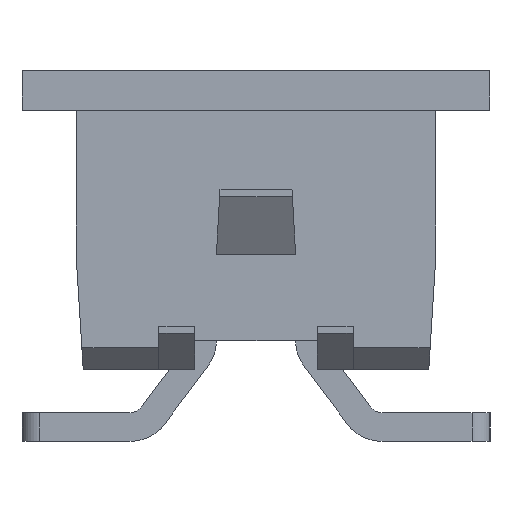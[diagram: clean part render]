
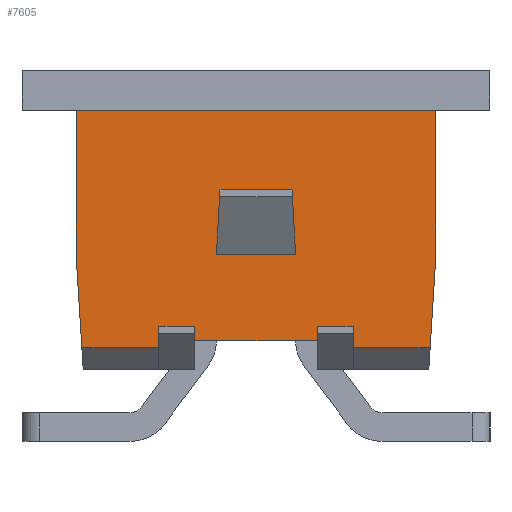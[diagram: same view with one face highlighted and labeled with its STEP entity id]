
A CAD part, left-side view. The second image highlights one B-rep face of the part: STEP entity #7605.
In plain terms, the highlighted planar face has unit normal (-1, 0, 0).
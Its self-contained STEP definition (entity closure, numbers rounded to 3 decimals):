
#583=ORIENTED_EDGE('',*,*,#2707,.T.);
#584=ORIENTED_EDGE('',*,*,#2687,.T.);
#585=ORIENTED_EDGE('',*,*,#2708,.F.);
#586=ORIENTED_EDGE('',*,*,#2695,.F.);
#587=ORIENTED_EDGE('',*,*,#2709,.T.);
#588=ORIENTED_EDGE('',*,*,#2710,.T.);
#589=ORIENTED_EDGE('',*,*,#2711,.F.);
#590=ORIENTED_EDGE('',*,*,#2712,.T.);
#591=ORIENTED_EDGE('',*,*,#2713,.F.);
#592=ORIENTED_EDGE('',*,*,#2714,.F.);
#593=ORIENTED_EDGE('',*,*,#2715,.T.);
#594=ORIENTED_EDGE('',*,*,#2716,.T.);
#595=ORIENTED_EDGE('',*,*,#2717,.F.);
#596=ORIENTED_EDGE('',*,*,#2718,.F.);
#597=ORIENTED_EDGE('',*,*,#2719,.F.);
#598=ORIENTED_EDGE('',*,*,#2720,.T.);
#599=ORIENTED_EDGE('',*,*,#2721,.T.);
#600=ORIENTED_EDGE('',*,*,#2722,.T.);
#2687=EDGE_CURVE('',#3727,#3728,#4499,.T.);
#2695=EDGE_CURVE('',#3733,#3734,#4507,.T.);
#2707=EDGE_CURVE('',#3733,#3727,#4519,.T.);
#2708=EDGE_CURVE('',#3734,#3728,#4520,.T.);
#2709=EDGE_CURVE('',#3743,#3744,#4521,.T.);
#2710=EDGE_CURVE('',#3744,#3745,#4522,.T.);
#2711=EDGE_CURVE('',#3746,#3745,#4523,.T.);
#2712=EDGE_CURVE('',#3746,#3747,#4524,.T.);
#2713=EDGE_CURVE('',#3748,#3747,#4525,.T.);
#2714=EDGE_CURVE('',#3749,#3748,#4526,.T.);
#2715=EDGE_CURVE('',#3749,#3750,#4527,.T.);
#2716=EDGE_CURVE('',#3750,#3751,#4528,.T.);
#2717=EDGE_CURVE('',#3752,#3751,#4529,.T.);
#2718=EDGE_CURVE('',#3753,#3752,#4530,.T.);
#2719=EDGE_CURVE('',#3754,#3753,#4531,.T.);
#2720=EDGE_CURVE('',#3754,#3755,#4532,.T.);
#2721=EDGE_CURVE('',#3755,#3756,#4533,.T.);
#2722=EDGE_CURVE('',#3756,#3743,#4534,.T.);
#3727=VERTEX_POINT('',#10983);
#3728=VERTEX_POINT('',#10984);
#3733=VERTEX_POINT('',#10998);
#3734=VERTEX_POINT('',#11000);
#3743=VERTEX_POINT('',#11027);
#3744=VERTEX_POINT('',#11028);
#3745=VERTEX_POINT('',#11030);
#3746=VERTEX_POINT('',#11032);
#3747=VERTEX_POINT('',#11034);
#3748=VERTEX_POINT('',#11036);
#3749=VERTEX_POINT('',#11038);
#3750=VERTEX_POINT('',#11040);
#3751=VERTEX_POINT('',#11042);
#3752=VERTEX_POINT('',#11044);
#3753=VERTEX_POINT('',#11046);
#3754=VERTEX_POINT('',#11048);
#3755=VERTEX_POINT('',#11050);
#3756=VERTEX_POINT('',#11052);
#4499=LINE('',#10982,#5561);
#4507=LINE('',#10999,#5569);
#4519=LINE('',#11024,#5581);
#4520=LINE('',#11025,#5582);
#4521=LINE('',#11026,#5583);
#4522=LINE('',#11029,#5584);
#4523=LINE('',#11031,#5585);
#4524=LINE('',#11033,#5586);
#4525=LINE('',#11035,#5587);
#4526=LINE('',#11037,#5588);
#4527=LINE('',#11039,#5589);
#4528=LINE('',#11041,#5590);
#4529=LINE('',#11043,#5591);
#4530=LINE('',#11045,#5592);
#4531=LINE('',#11047,#5593);
#4532=LINE('',#11049,#5594);
#4533=LINE('',#11051,#5595);
#4534=LINE('',#11053,#5596);
#5561=VECTOR('',#8874,1000.);
#5569=VECTOR('',#8886,1000.);
#5581=VECTOR('',#8906,1000.);
#5582=VECTOR('',#8907,1000.);
#5583=VECTOR('',#8908,1000.);
#5584=VECTOR('',#8909,1000.);
#5585=VECTOR('',#8910,1000.);
#5586=VECTOR('',#8911,1000.);
#5587=VECTOR('',#8912,1000.);
#5588=VECTOR('',#8913,1000.);
#5589=VECTOR('',#8914,1000.);
#5590=VECTOR('',#8915,1000.);
#5591=VECTOR('',#8916,1000.);
#5592=VECTOR('',#8917,1000.);
#5593=VECTOR('',#8918,1000.);
#5594=VECTOR('',#8919,1000.);
#5595=VECTOR('',#8920,1000.);
#5596=VECTOR('',#8921,1000.);
#6389=EDGE_LOOP('',(#583,#584,#585,#586));
#6390=EDGE_LOOP('',(#587,#588,#589,#590,#591,#592,#593,#594,#595,#596,#597,
#598,#599,#600));
#6817=FACE_BOUND('',#6389,.T.);
#6818=FACE_BOUND('',#6390,.T.);
#7245=PLANE('',#8017);
#7605=ADVANCED_FACE('',(#6817,#6818),#7245,.F.);
#8017=AXIS2_PLACEMENT_3D('',#11023,#8904,#8905);
#8874=DIRECTION('',(0.,1.,0.));
#8886=DIRECTION('',(0.,1.,0.));
#8904=DIRECTION('',(1.,0.,0.));
#8905=DIRECTION('',(0.,0.,-1.));
#8906=DIRECTION('',(0.,-0.055,-0.998));
#8907=DIRECTION('',(0.,0.055,-0.998));
#8908=DIRECTION('',(0.,0.,1.));
#8909=DIRECTION('',(0.,-1.,0.));
#8910=DIRECTION('',(0.,0.,1.));
#8911=DIRECTION('',(0.,-1.,0.));
#8912=DIRECTION('',(0.,0.,-1.));
#8913=DIRECTION('',(0.,1.,0.));
#8914=DIRECTION('',(0.,0.,-1.));
#8915=DIRECTION('',(0.,-1.,0.));
#8916=DIRECTION('',(0.,0.062,-0.998));
#8917=DIRECTION('',(0.,0.,-1.));
#8918=DIRECTION('',(0.,-1.,0.));
#8919=DIRECTION('',(0.,0.,-1.));
#8920=DIRECTION('',(0.,-0.062,-0.998));
#8921=DIRECTION('',(0.,-1.,0.));
#10982=CARTESIAN_POINT('',(-17.525,-0.55,1.6));
#10983=CARTESIAN_POINT('',(-17.525,-0.55,1.6));
#10984=CARTESIAN_POINT('',(-17.525,0.55,1.6));
#10998=CARTESIAN_POINT('',(-17.525,-0.5,2.5));
#10999=CARTESIAN_POINT('',(-17.525,-0.55,2.5));
#11000=CARTESIAN_POINT('',(-17.525,0.5,2.5));
#11023=CARTESIAN_POINT('',(-17.525,2.5,3.6));
#11024=CARTESIAN_POINT('',(-17.525,-0.5,2.5));
#11025=CARTESIAN_POINT('',(-17.525,0.5,2.5));
#11026=CARTESIAN_POINT('',(-17.525,1.35,0.3));
#11027=CARTESIAN_POINT('',(-17.525,1.35,0.3));
#11028=CARTESIAN_POINT('',(-17.525,1.35,0.6));
#11029=CARTESIAN_POINT('',(-17.525,1.35,0.6));
#11030=CARTESIAN_POINT('',(-17.525,0.85,0.6));
#11031=CARTESIAN_POINT('',(-17.525,0.85,0.3));
#11032=CARTESIAN_POINT('',(-17.525,0.85,0.4));
#11033=CARTESIAN_POINT('',(-17.525,2.5,0.4));
#11034=CARTESIAN_POINT('',(-17.525,-0.85,0.4));
#11035=CARTESIAN_POINT('',(-17.525,-0.85,0.6));
#11036=CARTESIAN_POINT('',(-17.525,-0.85,0.6));
#11037=CARTESIAN_POINT('',(-17.525,-1.35,0.6));
#11038=CARTESIAN_POINT('',(-17.525,-1.35,0.6));
#11039=CARTESIAN_POINT('',(-17.525,-1.35,0.6));
#11040=CARTESIAN_POINT('',(-17.525,-1.35,0.3));
#11041=CARTESIAN_POINT('',(-17.525,2.5,0.3));
#11042=CARTESIAN_POINT('',(-17.525,-2.419,0.3));
#11043=CARTESIAN_POINT('',(-17.525,-2.605,3.281));
#11044=CARTESIAN_POINT('',(-17.525,-2.5,1.6));
#11045=CARTESIAN_POINT('',(-17.525,-2.5,3.6));
#11046=CARTESIAN_POINT('',(-17.525,-2.5,3.6));
#11047=CARTESIAN_POINT('',(-17.525,2.5,3.6));
#11048=CARTESIAN_POINT('',(-17.525,2.5,3.6));
#11049=CARTESIAN_POINT('',(-17.525,2.5,3.6));
#11050=CARTESIAN_POINT('',(-17.525,2.5,1.6));
#11051=CARTESIAN_POINT('',(-17.525,2.625,3.592));
#11052=CARTESIAN_POINT('',(-17.525,2.419,0.3));
#11053=CARTESIAN_POINT('',(-17.525,2.5,0.3));
